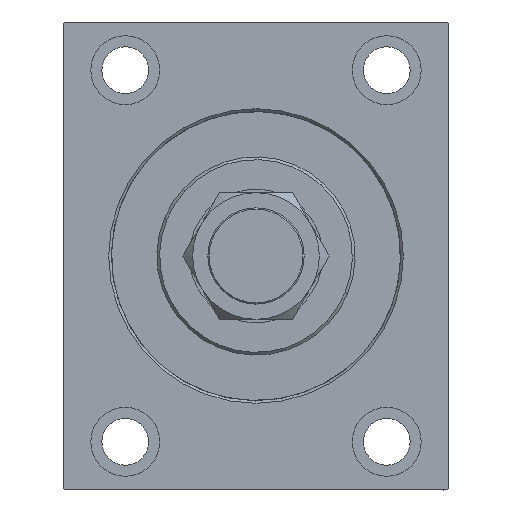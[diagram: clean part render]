
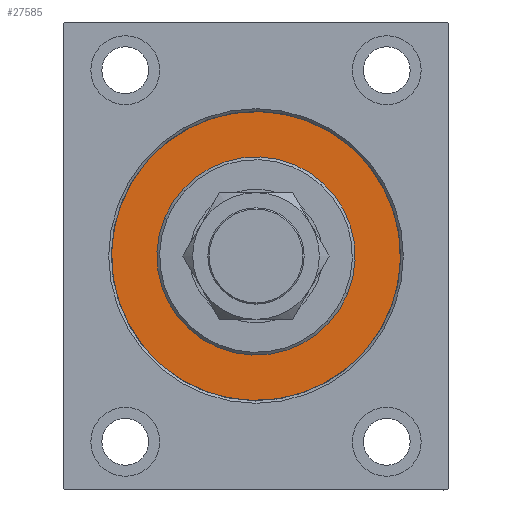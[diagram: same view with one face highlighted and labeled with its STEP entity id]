
A CAD part, left-side view. The second image highlights one B-rep face of the part: STEP entity #27585.
In plain terms, the highlighted face is planar.
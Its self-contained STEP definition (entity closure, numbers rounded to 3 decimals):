
#359 = DIRECTION ( 'NONE',  ( 0., 0., 1. ) ) ;
#1130 = DIRECTION ( 'NONE',  ( 0., 0., -1. ) ) ;
#2258 = AXIS2_PLACEMENT_3D ( 'NONE', #10776, #17527, #359 ) ;
#2432 = EDGE_CURVE ( 'NONE', #37645, #24153, #38105, .T. ) ;
#4014 = AXIS2_PLACEMENT_3D ( 'NONE', #18760, #32905, #1130 ) ;
#6708 = CARTESIAN_POINT ( 'NONE',  ( 0., 0., 52.5 ) ) ;
#8809 = EDGE_LOOP ( 'NONE', ( #23534, #12055 ) ) ;
#10776 = CARTESIAN_POINT ( 'NONE',  ( 0., 0., 0. ) ) ;
#11171 = AXIS2_PLACEMENT_3D ( 'NONE', #29178, #43344, #37512 ) ;
#12055 = ORIENTED_EDGE ( 'NONE', *, *, #14481, .F. ) ;
#13478 = DIRECTION ( 'NONE',  ( 0., 0., 1. ) ) ;
#14481 = EDGE_CURVE ( 'NONE', #24153, #37645, #16104, .T. ) ;
#14921 = VERTEX_POINT ( 'NONE', #6708 ) ;
#16104 = CIRCLE ( 'NONE', #22024, 36. ) ;
#17527 = DIRECTION ( 'NONE',  ( -1., 0., 0. ) ) ;
#18760 = CARTESIAN_POINT ( 'NONE',  ( 0., 0., 0. ) ) ;
#20439 = DIRECTION ( 'NONE',  ( -1., 0., 0. ) ) ;
#22024 = AXIS2_PLACEMENT_3D ( 'NONE', #31151, #23949, #40264 ) ;
#23534 = ORIENTED_EDGE ( 'NONE', *, *, #2432, .F. ) ;
#23949 = DIRECTION ( 'NONE',  ( 1., 0., 0. ) ) ;
#23977 = CARTESIAN_POINT ( 'NONE',  ( 0., 0., 36. ) ) ;
#24022 = EDGE_CURVE ( 'NONE', #36268, #14921, #35587, .T. ) ;
#24153 = VERTEX_POINT ( 'NONE', #26550 ) ;
#25257 = CIRCLE ( 'NONE', #11171, 52.5 ) ;
#26550 = CARTESIAN_POINT ( 'NONE',  ( 0., 0., -36. ) ) ;
#26566 = ORIENTED_EDGE ( 'NONE', *, *, #24022, .F. ) ;
#27585 = ADVANCED_FACE ( 'NONE', ( #30646, #37374 ), #33900, .F. ) ;
#29178 = CARTESIAN_POINT ( 'NONE',  ( 0., 0., 0. ) ) ;
#30646 = FACE_BOUND ( 'NONE', #8809, .T. ) ;
#31151 = CARTESIAN_POINT ( 'NONE',  ( 0., 0., 0. ) ) ;
#32905 = DIRECTION ( 'NONE',  ( 1., 0., 0. ) ) ;
#33900 = PLANE ( 'NONE',  #36717 ) ;
#34165 = ORIENTED_EDGE ( 'NONE', *, *, #45342, .F. ) ;
#35587 = CIRCLE ( 'NONE', #2258, 52.5 ) ;
#36268 = VERTEX_POINT ( 'NONE', #39376 ) ;
#36717 = AXIS2_PLACEMENT_3D ( 'NONE', #41092, #20439, #13478 ) ;
#37374 = FACE_OUTER_BOUND ( 'NONE', #43261, .T. ) ;
#37512 = DIRECTION ( 'NONE',  ( 0., 0., 1. ) ) ;
#37645 = VERTEX_POINT ( 'NONE', #23977 ) ;
#38105 = CIRCLE ( 'NONE', #4014, 36. ) ;
#39376 = CARTESIAN_POINT ( 'NONE',  ( 0., 0., -52.5 ) ) ;
#40264 = DIRECTION ( 'NONE',  ( 0., 0., -1. ) ) ;
#41092 = CARTESIAN_POINT ( 'NONE',  ( 0., 0., 0. ) ) ;
#43261 = EDGE_LOOP ( 'NONE', ( #26566, #34165 ) ) ;
#43344 = DIRECTION ( 'NONE',  ( -1., 0., 0. ) ) ;
#45342 = EDGE_CURVE ( 'NONE', #14921, #36268, #25257, .T. ) ;
